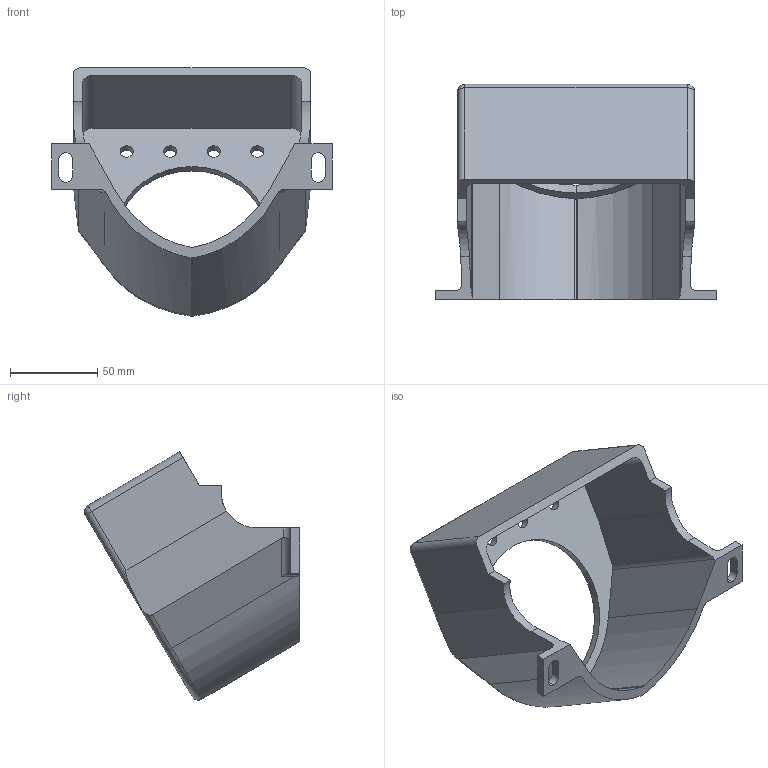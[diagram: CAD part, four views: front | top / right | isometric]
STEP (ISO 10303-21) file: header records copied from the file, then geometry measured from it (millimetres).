
FILE_DESCRIPTION (( 'STEP AP203' ), '1' );
FILE_NAME ('16585essai3.STEP', '2022-11-05T09:03:24', ( '' ), ( '' ), 'SwSTEP 2.0', 'SolidWorks 2022', '' );
FILE_SCHEMA (( 'CONFIG_CONTROL_DESIGN' ));
Length unit declared in the file: millimetre
Products named in the file (1): 16585essai3
Bounding box: 161 x 123.47 x 142.7 mm (x, y, z)
Volume: 203345.2 mm3; surface area: 85040.1 mm2
Topology: 1 solids, 1 shells, 83 faces, 234 edges, 151 vertices
Faces by surface type: cylinder 42, plane 34, sphere 5, torus 2
Entity records: 2841 total; most frequent: CARTESIAN_POINT 653, ORIENTED_EDGE 462, DIRECTION 428, EDGE_CURVE 231, AXIS2_PLACEMENT_3D 150, VERTEX_POINT 150, LINE 128, VECTOR 128
